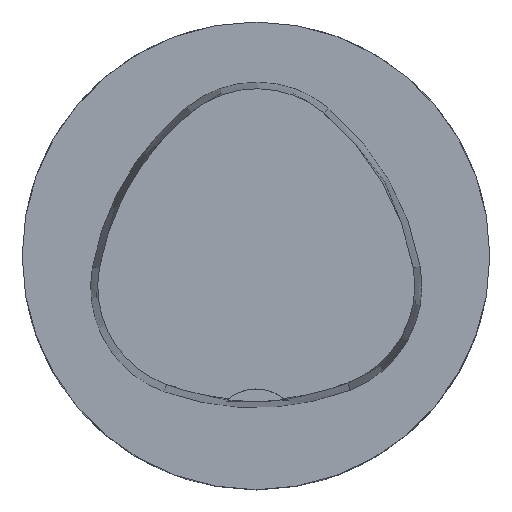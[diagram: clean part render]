
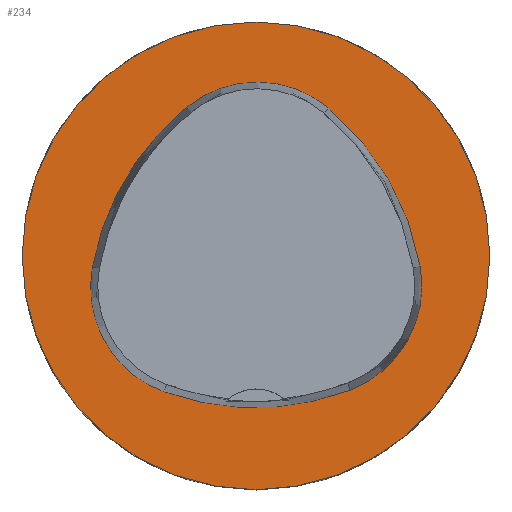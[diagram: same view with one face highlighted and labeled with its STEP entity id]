
A CAD part, top view. The second image highlights one B-rep face of the part: STEP entity #234.
In plain terms, the highlighted planar face has unit normal (0, 0, 1).
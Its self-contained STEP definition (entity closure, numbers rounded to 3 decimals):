
#106=FACE_BOUND('',#318,.T.);
#107=FACE_BOUND('',#319,.T.);
#234=ADVANCED_FACE('',(#106,#107),#269,.T.);
#269=PLANE('',#777);
#318=EDGE_LOOP('',(#425,#426,#427,#428,#429,#430));
#319=EDGE_LOOP('',(#431));
#425=ORIENTED_EDGE('',*,*,#576,.T.);
#426=ORIENTED_EDGE('',*,*,#574,.T.);
#427=ORIENTED_EDGE('',*,*,#572,.T.);
#428=ORIENTED_EDGE('',*,*,#570,.T.);
#429=ORIENTED_EDGE('',*,*,#568,.T.);
#430=ORIENTED_EDGE('',*,*,#566,.T.);
#431=ORIENTED_EDGE('',*,*,#589,.F.);
#511=VERTEX_POINT('',#1087);
#512=VERTEX_POINT('',#1089);
#513=VERTEX_POINT('',#1093);
#514=VERTEX_POINT('',#1097);
#515=VERTEX_POINT('',#1101);
#516=VERTEX_POINT('',#1105);
#525=VERTEX_POINT('',#1137);
#566=EDGE_CURVE('',#512,#511,#630,.T.);
#568=EDGE_CURVE('',#513,#512,#631,.T.);
#570=EDGE_CURVE('',#514,#513,#632,.T.);
#572=EDGE_CURVE('',#515,#514,#633,.T.);
#574=EDGE_CURVE('',#516,#515,#634,.T.);
#576=EDGE_CURVE('',#511,#516,#635,.T.);
#589=EDGE_CURVE('',#525,#525,#636,.T.);
#630=CIRCLE('',#754,36.);
#631=CIRCLE('',#756,15.);
#632=CIRCLE('',#758,36.);
#633=CIRCLE('',#760,15.);
#634=CIRCLE('',#762,36.);
#635=CIRCLE('',#764,15.);
#636=CIRCLE('',#776,31.5);
#754=AXIS2_PLACEMENT_3D('',#1088,#869,#870);
#756=AXIS2_PLACEMENT_3D('',#1092,#874,#875);
#758=AXIS2_PLACEMENT_3D('',#1096,#879,#880);
#760=AXIS2_PLACEMENT_3D('',#1100,#884,#885);
#762=AXIS2_PLACEMENT_3D('',#1104,#889,#890);
#764=AXIS2_PLACEMENT_3D('',#1108,#894,#895);
#776=AXIS2_PLACEMENT_3D('',#1136,#926,#927);
#777=AXIS2_PLACEMENT_3D('',#1138,#928,#929);
#869=DIRECTION('',(0.,0.,-1.));
#870=DIRECTION('',(-1.,0.,0.));
#874=DIRECTION('',(0.,0.,-1.));
#875=DIRECTION('',(-1.,0.,0.));
#879=DIRECTION('',(0.,0.,-1.));
#880=DIRECTION('',(-1.,0.,0.));
#884=DIRECTION('',(0.,0.,-1.));
#885=DIRECTION('',(-1.,0.,0.));
#889=DIRECTION('',(0.,0.,-1.));
#890=DIRECTION('',(-1.,0.,0.));
#894=DIRECTION('',(0.,0.,-1.));
#895=DIRECTION('',(-1.,0.,0.));
#926=DIRECTION('',(0.,0.,-1.));
#927=DIRECTION('',(-1.,0.,0.));
#928=DIRECTION('',(0.,0.,1.));
#929=DIRECTION('',(-1.,0.,0.));
#1087=CARTESIAN_POINT('',(-12.373,-18.307,0.));
#1088=CARTESIAN_POINT('',(-0.137,15.55,0.));
#1089=CARTESIAN_POINT('',(12.693,-18.087,0.));
#1092=CARTESIAN_POINT('',(7.347,-4.071,0.));
#1093=CARTESIAN_POINT('',(22.122,-1.48,0.));
#1096=CARTESIAN_POINT('',(-13.337,-7.7,0.));
#1097=CARTESIAN_POINT('',(9.779,19.898,0.));
#1100=CARTESIAN_POINT('',(0.148,8.399,0.));
#1101=CARTESIAN_POINT('',(-9.317,20.036,0.));
#1104=CARTESIAN_POINT('',(13.398,-7.893,0.));
#1105=CARTESIAN_POINT('',(-22.041,-1.562,0.));
#1108=CARTESIAN_POINT('',(-7.275,-4.2,0.));
#1136=CARTESIAN_POINT('',(0.,0.,0.));
#1137=CARTESIAN_POINT('',(-31.5,0.,0.));
#1138=CARTESIAN_POINT('',(0.,0.,0.));
